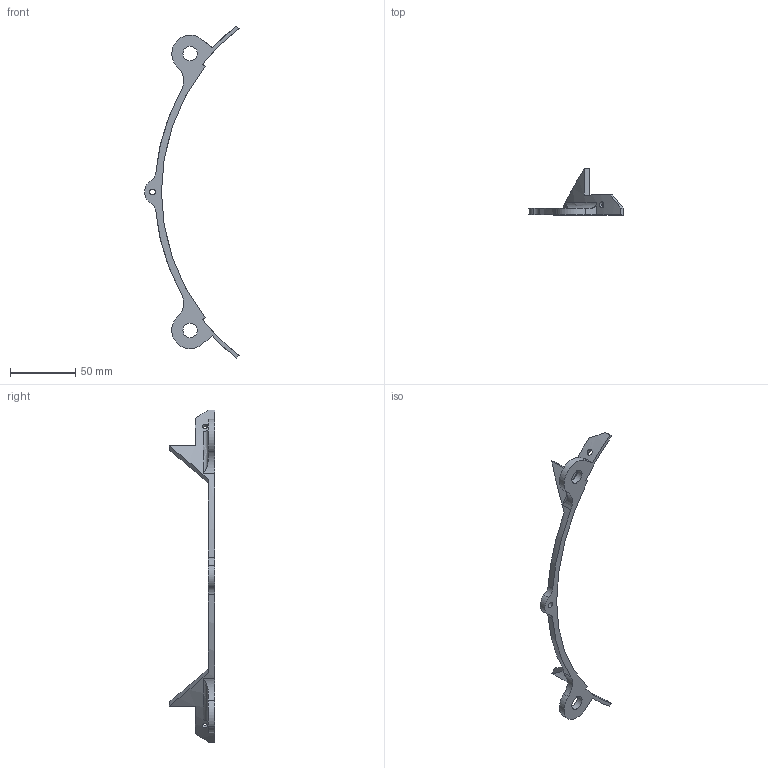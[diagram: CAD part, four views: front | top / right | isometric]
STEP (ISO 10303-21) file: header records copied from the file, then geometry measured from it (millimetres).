
FILE_DESCRIPTION(/* description */ (''),/* implementation_level */ '2;1');
FILE_NAME(/* name */ '',/* time_stamp */ '2026-01-13T08:10:45+03:00',/* author */ ('GameHD'),/* organization */ (''),/* preprocessor_version */ 'ST-DEVELOPER v20.1',/* originating_system */ 'Autodesk Inventor 2026',/* authorisation */ '');
FILE_SCHEMA (('AUTOMOTIVE_DESIGN { 1 0 10303 214 3 1 1 }'));
Length unit declared in the file: millimetre
Products named in the file (1): барабан для 
портфолио
Bounding box: 72.17 x 35 x 253.71 mm (x, y, z)
Volume: 18460.7 mm3; surface area: 12016.2 mm2
Topology: 1 solids, 1 shells, 37 faces, 109 edges, 75 vertices
Faces by surface type: cylinder 18, plane 17, torus 2
Full cylindrical faces by diameter (mm): 4.5 x3, 11 x2
Entity records: 1501 total; most frequent: CARTESIAN_POINT 410, DIRECTION 221, ORIENTED_EDGE 218, EDGE_CURVE 109, AXIS2_PLACEMENT_3D 86, VERTEX_POINT 74, LINE 49, VECTOR 49
